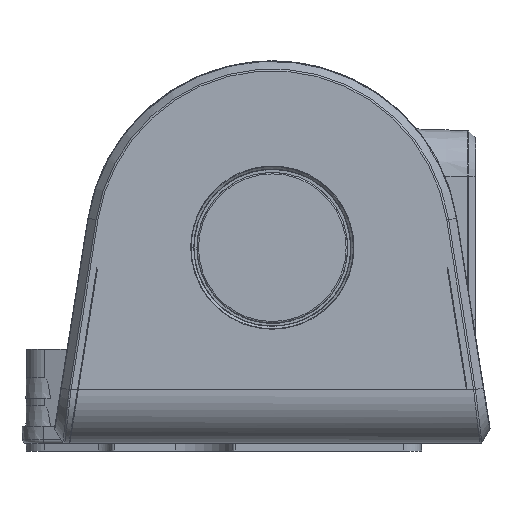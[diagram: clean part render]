
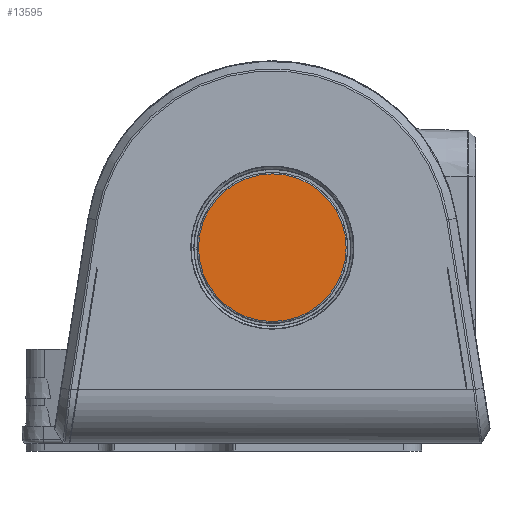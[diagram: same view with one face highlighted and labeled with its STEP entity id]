
A CAD part, left-side view. The second image highlights one B-rep face of the part: STEP entity #13595.
In plain terms, the highlighted planar face has unit normal (-1, 0, 0.026).
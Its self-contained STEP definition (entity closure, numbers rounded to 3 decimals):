
#3392=FACE_OUTER_BOUND('',#4242,.T.);
#4242=EDGE_LOOP('',(#9105,#9106));
#5117=CIRCLE('',#14523,9.801);
#5118=CIRCLE('',#14524,9.801);
#5578=VERTEX_POINT('',#19926);
#5579=VERTEX_POINT('',#19927);
#6917=EDGE_CURVE('',#5578,#5579,#5117,.T.);
#6918=EDGE_CURVE('',#5579,#5578,#5118,.T.);
#9105=ORIENTED_EDGE('',*,*,#6917,.F.);
#9106=ORIENTED_EDGE('',*,*,#6918,.F.);
#13183=PLANE('',#14522);
#13595=ADVANCED_FACE('',(#3392),#13183,.F.);
#14522=AXIS2_PLACEMENT_3D('',#19925,#15991,#15992);
#14523=AXIS2_PLACEMENT_3D('',#19928,#15993,#15994);
#14524=AXIS2_PLACEMENT_3D('',#19929,#15995,#15996);
#15991=DIRECTION('center_axis',(1.,0.,-0.026));
#15992=DIRECTION('ref_axis',(0.,1.,0.));
#15993=DIRECTION('center_axis',(1.,0.,-0.026));
#15994=DIRECTION('ref_axis',(0.,-1.,0.));
#15995=DIRECTION('center_axis',(1.,0.,
-0.026));
#15996=DIRECTION('ref_axis',(0.,1.,0.));
#19925=CARTESIAN_POINT('Origin',(-48.,30.989,-26.));
#19926=CARTESIAN_POINT('',(-47.319,-9.801,0.));
#19927=CARTESIAN_POINT('',(-47.319,9.801,0.));
#19928=CARTESIAN_POINT('Origin',(-47.319,0.,-0.004));
#19929=CARTESIAN_POINT('Origin',(-47.319,0.,0.004));
